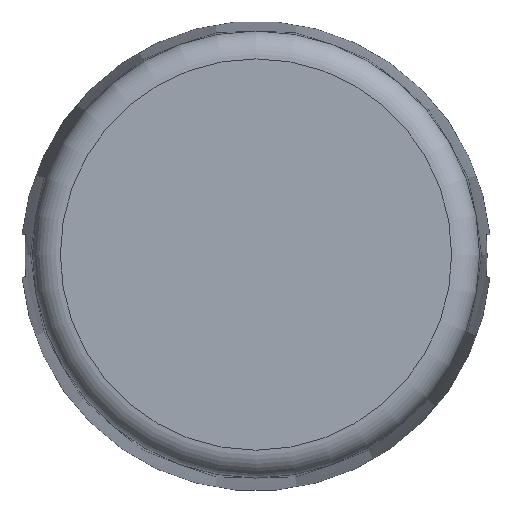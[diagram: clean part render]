
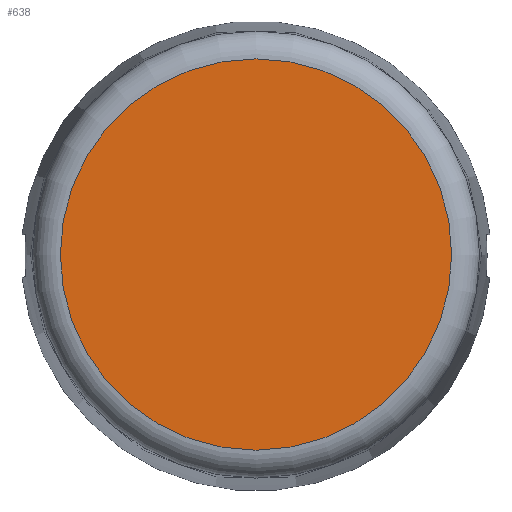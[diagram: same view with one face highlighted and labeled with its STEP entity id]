
A CAD part, top view. The second image highlights one B-rep face of the part: STEP entity #638.
In plain terms, the highlighted planar face has unit normal (0, 0, 1).
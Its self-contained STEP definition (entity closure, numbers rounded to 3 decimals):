
#24=CIRCLE('',#696,2.116);
#56=FACE_OUTER_BOUND('',#88,.T.);
#88=EDGE_LOOP('',(#576));
#309=VERTEX_POINT('',#1037);
#397=EDGE_CURVE('',#309,#309,#24,.T.);
#576=ORIENTED_EDGE('',*,*,#397,.F.);
#606=PLANE('',#698);
#638=ADVANCED_FACE('',(#56),#606,.F.);
#696=AXIS2_PLACEMENT_3D('',#1039,#855,#856);
#698=AXIS2_PLACEMENT_3D('',#1042,#860,#861);
#855=DIRECTION('center_axis',(0.,0.,-1.));
#856=DIRECTION('ref_axis',(-1.,0.,0.));
#860=DIRECTION('center_axis',(0.,0.,-1.));
#861=DIRECTION('ref_axis',(-1.,0.,0.));
#1037=CARTESIAN_POINT('',(2.116,0.,9.05));
#1039=CARTESIAN_POINT('Origin',(0.,0.,9.05));
#1042=CARTESIAN_POINT('Origin',(0.,0.,9.05));
